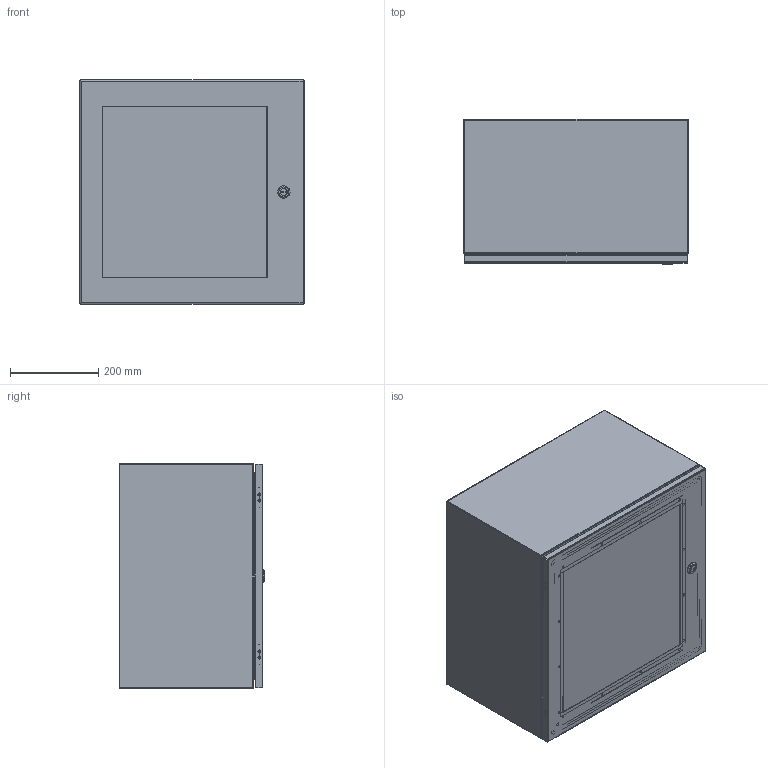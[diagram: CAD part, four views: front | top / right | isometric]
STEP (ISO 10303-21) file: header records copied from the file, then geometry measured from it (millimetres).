
FILE_DESCRIPTION (( 'STEP AP203' ), '1' );
FILE_NAME ('EN4SD202012WSS_Default.step', '2019-11-14T20:48:36', ( '' ), ( '' ), 'SwSTEP 2.0', 'SolidWorks 2019', '' );
FILE_SCHEMA (( 'CONFIG_CONTROL_DESIGN' ));
Length unit declared in the file: inch
Products named in the file (1): EN4SD202012WSS_Default
Bounding box: 508 x 329.74 x 508 mm (x, y, z)
Volume: 2786430.3 mm3; surface area: 2749848 mm2
Topology: 65 solids, 66 shells, 1275 faces, 2750 edges, 1644 vertices
Faces by surface type: plane 646, cylinder 383, cone 134, bspline 88, torus 24
Entity records: 36901 total; most frequent: CARTESIAN_POINT 9459, DIRECTION 5798, ORIENTED_EDGE 5476, EDGE_CURVE 2738, AXIS2_PLACEMENT_3D 2216, VERTEX_POINT 1644, EDGE_LOOP 1414, VECTOR 1366
